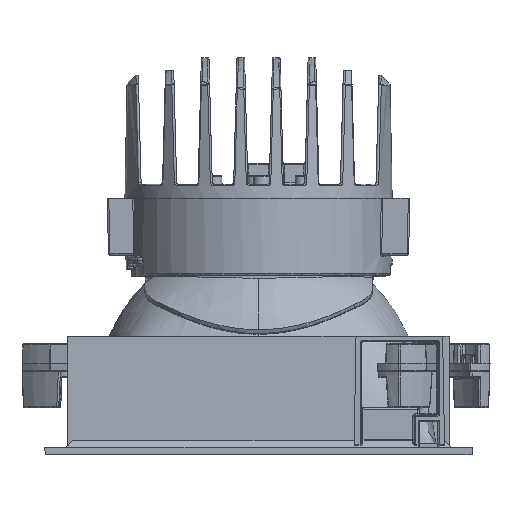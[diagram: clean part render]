
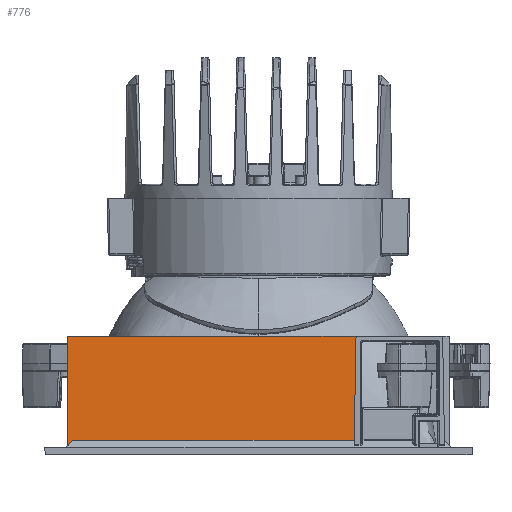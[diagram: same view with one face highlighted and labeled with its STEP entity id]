
A CAD part, front view. The second image highlights one B-rep face of the part: STEP entity #776.
In plain terms, the highlighted planar face has unit normal (0, -1, 0.018).
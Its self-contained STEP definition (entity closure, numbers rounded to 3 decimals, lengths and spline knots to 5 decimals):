
#776=ADVANCED_FACE('',(#3328),#37238,.T.);
#3328=FACE_OUTER_BOUND('',#5915,.T.);
#5915=EDGE_LOOP('',(#11446,#11447,#11448,#11449,#11450,#11451));
#11446=ORIENTED_EDGE('',*,*,#22327,.T.);
#11447=ORIENTED_EDGE('',*,*,#22328,.T.);
#11448=ORIENTED_EDGE('',*,*,#22034,.F.);
#11449=ORIENTED_EDGE('',*,*,#22329,.T.);
#11450=ORIENTED_EDGE('',*,*,#22330,.T.);
#11451=ORIENTED_EDGE('',*,*,#22313,.F.);
#22034=EDGE_CURVE('',#34256,#34257,#27798,.T.);
#22313=EDGE_CURVE('',#34417,#34418,#27991,.T.);
#22327=EDGE_CURVE('',#34417,#34431,#28005,.T.);
#22328=EDGE_CURVE('',#34431,#34257,#28006,.T.);
#22329=EDGE_CURVE('',#34256,#34413,#28007,.T.);
#22330=EDGE_CURVE('',#34413,#34418,#29928,.T.);
#27798=B_SPLINE_CURVE_WITH_KNOTS('',1,(#120216,#120217),.UNSPECIFIED.,.F.,
 .F.,(2,2),(0.,0.10125),.UNSPECIFIED.);
#27991=B_SPLINE_CURVE_WITH_KNOTS('',1,(#121317,#121318),.UNSPECIFIED.,.F.,
 .F.,(2,2),(-0.00259,0.),.UNSPECIFIED.);
#28005=B_SPLINE_CURVE_WITH_KNOTS('',1,(#121369,#121370),.UNSPECIFIED.,.F.,
 .F.,(2,2),(0.,0.09892),.UNSPECIFIED.);
#28006=B_SPLINE_CURVE_WITH_KNOTS('',1,(#121371,#121372),.UNSPECIFIED.,.F.,
 .F.,(2,2),(-0.03658,0.),.UNSPECIFIED.);
#28007=B_SPLINE_CURVE_WITH_KNOTS('',1,(#121373,#121374),.UNSPECIFIED.,.F.,
 .F.,(2,2),(0.,0.03806),.UNSPECIFIED.);
#29928=(
BOUNDED_CURVE()
B_SPLINE_CURVE(2,(#121375,#121376,#121377),.UNSPECIFIED.,.F.,.F.)
B_SPLINE_CURVE_WITH_KNOTS((3,3),(-0.00236,-0.00196),
 .UNSPECIFIED.)
CURVE()
GEOMETRIC_REPRESENTATION_ITEM()
RATIONAL_B_SPLINE_CURVE((1.,0.924,1.))
REPRESENTATION_ITEM('')
);
#34256=VERTEX_POINT('',#119298);
#34257=VERTEX_POINT('',#119299);
#34413=VERTEX_POINT('',#119455);
#34417=VERTEX_POINT('',#119459);
#34418=VERTEX_POINT('',#119460);
#34431=VERTEX_POINT('',#119473);
#37238=PLANE('',#39906);
#39906=AXIS2_PLACEMENT_3D('',#114488,#40463,$);
#40463=DIRECTION('',(0.,-1.,0.017));
#114488=CARTESIAN_POINT('',(-0.67849,-0.05411,0.64625));
#119298=CARTESIAN_POINT('',(-0.067,-0.06467,0.04128));
#119299=CARTESIAN_POINT('',(0.03425,-0.06467,0.04128));
#119455=CARTESIAN_POINT('',(-0.067,-0.06534,0.00323));
#119459=CARTESIAN_POINT('',(-0.06531,-0.06531,0.00471));
#119460=CARTESIAN_POINT('',(-0.06715,-0.06534,0.00287));
#119473=CARTESIAN_POINT('',(0.03361,-0.06531,0.00471));
#120216=CARTESIAN_POINT('',(-0.067,-0.06467,0.04128));
#120217=CARTESIAN_POINT('',(0.03425,-0.06467,0.04128));
#121317=CARTESIAN_POINT('',(-0.06531,-0.06531,0.00471));
#121318=CARTESIAN_POINT('',(-0.06715,-0.06534,0.00287));
#121369=CARTESIAN_POINT('',(-0.06531,-0.06531,0.00471));
#121370=CARTESIAN_POINT('',(0.03361,-0.06531,0.00471));
#121371=CARTESIAN_POINT('',(0.03361,-0.06531,0.00471));
#121372=CARTESIAN_POINT('',(0.03425,-0.06467,0.04128));
#121373=CARTESIAN_POINT('',(-0.067,-0.06467,0.04128));
#121374=CARTESIAN_POINT('',(-0.067,-0.06534,0.00323));
#121375=CARTESIAN_POINT('',(-0.067,-0.06534,0.00323));
#121376=CARTESIAN_POINT('',(-0.067,-0.06534,0.00302));
#121377=CARTESIAN_POINT('',(-0.06715,-0.06534,0.00287));
